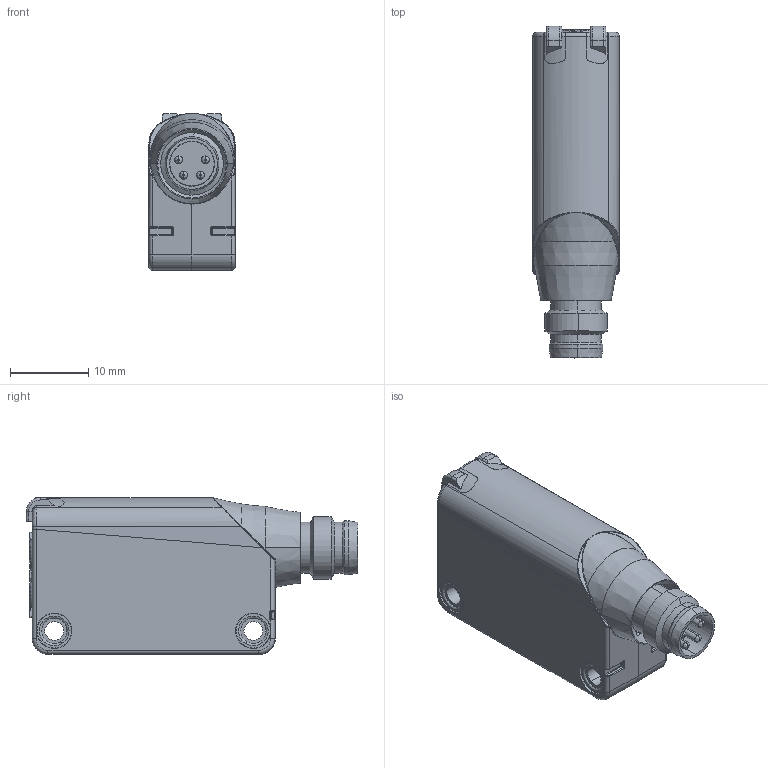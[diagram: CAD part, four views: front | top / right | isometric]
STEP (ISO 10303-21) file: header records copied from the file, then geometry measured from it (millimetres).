
FILE_DESCRIPTION((''),'2;1');
FILE_NAME('DM_CAD-2178_ASM','2015-10-29T',('Creinig-se'),(''),'PRO/ENGINEER BY PARAMETRIC TECHNOLOGY CORPORATION, 2013050','PRO/ENGINEER BY PARAMETRIC TECHNOLOGY CORPORATION, 2013050','');
FILE_SCHEMA(('CONFIG_CONTROL_DESIGN'));
Length unit declared in the file: millimetre
Products named in the file (3): DM_CAD-2178; DM_CAD-2177_MSBR-4_1; DM_CAD-2178_ASM
Assembly tree (2 placements, depth 2):
  DM_CAD-2178_ASM
    DM_CAD-2178
    DM_CAD-2177_MSBR-4_1
Bounding box: 11 x 42.35 x 20 mm (x, y, z)
Volume: 6559.2 mm3; surface area: 4215.1 mm2
Topology: 2 solids, 2 shells, 963 faces, 2629 edges, 1679 vertices
Faces by surface type: plane 426, cylinder 289, bspline 99, torus 77, cone 44, sphere 16, extrusion 12
Entity records: 43051 total; most frequent: CARTESIAN_POINT 14305, ORIENTED_EDGE 5234, DIRECTION 4291, EDGE_CURVE 2617, VERTEX_POINT 1679, AXIS2_PLACEMENT_3D 1526, VECTOR 1239, LINE 1227
